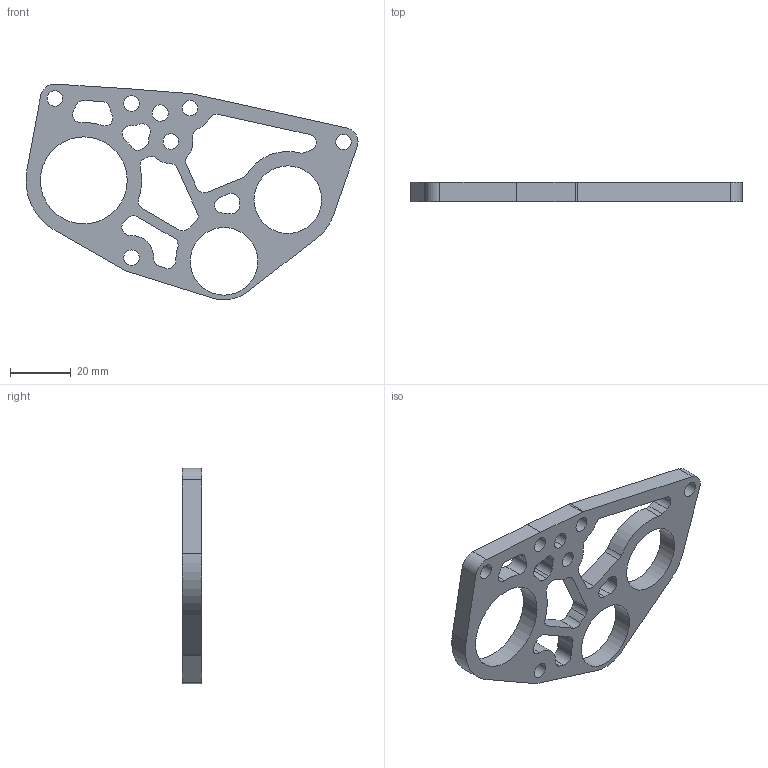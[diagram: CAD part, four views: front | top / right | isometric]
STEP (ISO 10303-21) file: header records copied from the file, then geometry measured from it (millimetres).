
FILE_DESCRIPTION(/* description */ ('STEP AP242','CAx-IF Rec.Pracs.---Representation and Presentation of Product Manufacturing Information (PMI)---4.0---2014-10-13','CAx-IF Rec.Pracs.---3D Tessellated Geometry---0.4---2014-09-14','2;1'),/* implementation_level */ '2;1');
FILE_NAME(/* name */ '6900228bd9d94edc88f1fa77',/* time_stamp */ '2025-10-28T01:55:23Z',/* author */ (''),/* organization */ (''),/* preprocessor_version */ 'ST-DEVELOPER v20',/* originating_system */ 'ONSHAPE BY PTC INC, 1.205',/* authorisation */ ' ');
FILE_SCHEMA (('AP242_MANAGED_MODEL_BASED_3D_ENGINEERING_MIM_LF { 1 0 10303 442 1 1 4 }'));
Length unit declared in the file: metre
Products named in the file (1): Intake Plate
Bounding box: 109.37 x 6.35 x 71.06 mm (x, y, z)
Volume: 17733.1 mm3; surface area: 11678.6 mm2
Topology: 1 solids, 1 shells, 91 faces, 268 edges, 179 vertices
Faces by surface type: cylinder 69, plane 22
Full cylindrical faces by diameter (mm): 5.105 x6, 22.276 x2, 28.626 x1
Entity records: 3140 total; most frequent: DIRECTION 580, CARTESIAN_POINT 528, ORIENTED_EDGE 516, EDGE_CURVE 258, AXIS2_PLACEMENT_3D 230, VERTEX_POINT 178, CIRCLE 138, EDGE_LOOP 132
